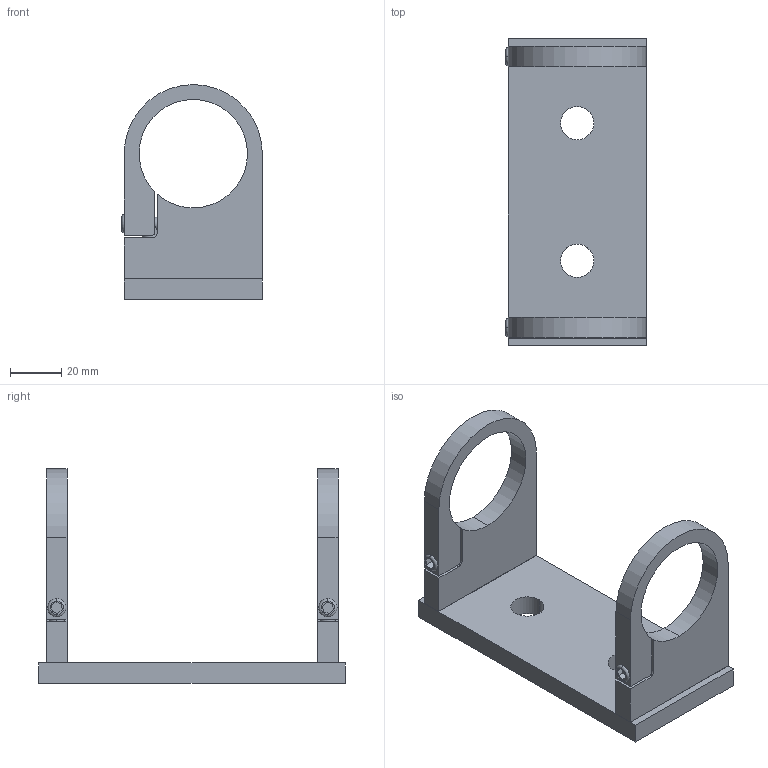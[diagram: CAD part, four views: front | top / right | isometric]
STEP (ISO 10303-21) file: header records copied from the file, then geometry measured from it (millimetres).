
FILE_DESCRIPTION (( 'STEP AP203' ), '1' );
FILE_NAME ('3D_GB3384_42.4_188746800.STEP', '2024-10-28T06:51:38', ( '' ), ( '' ), 'SwSTEP 2.0', 'SolidWorks 2023', '' );
FILE_SCHEMA (( 'CONFIG_CONTROL_DESIGN' ));
Length unit declared in the file: millimetre
Products named in the file (1): 3D_GB3384_42.4_188746800
Bounding box: 55 x 119.76 x 84 mm (x, y, z)
Volume: 86211.8 mm3; surface area: 31737.6 mm2
Topology: 2 solids, 3 shells, 145 faces, 369 edges, 238 vertices
Faces by surface type: plane 86, cylinder 37, cone 18, torus 4
Entity records: 5051 total; most frequent: CARTESIAN_POINT 1402, DIRECTION 743, ORIENTED_EDGE 734, EDGE_CURVE 367, AXIS2_PLACEMENT_3D 248, VECTOR 247, LINE 247, VERTEX_POINT 238
